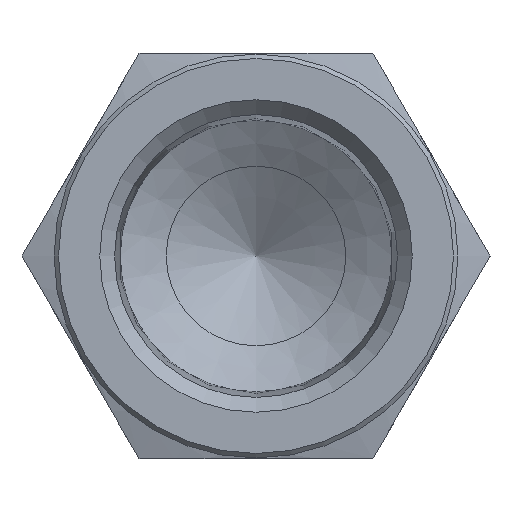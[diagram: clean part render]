
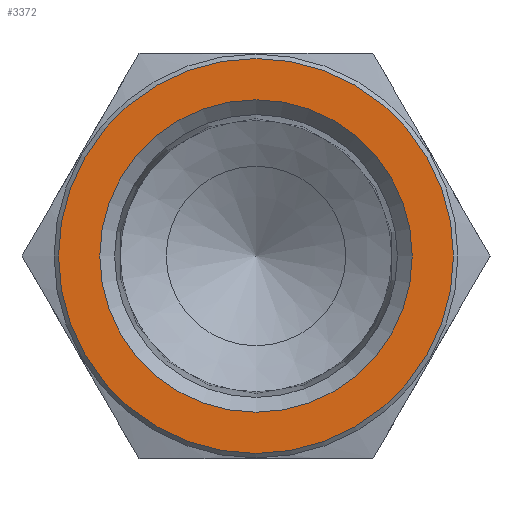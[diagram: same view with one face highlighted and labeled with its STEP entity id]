
A CAD part, left-side view. The second image highlights one B-rep face of the part: STEP entity #3372.
In plain terms, the highlighted planar face has unit normal (-1, 0, 0).
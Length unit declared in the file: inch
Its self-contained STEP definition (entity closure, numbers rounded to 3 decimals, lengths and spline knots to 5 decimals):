
#3289=CARTESIAN_POINT('',(0.0,0.,0.53));
#3290=VERTEX_POINT('',#3289);
#3291=CARTESIAN_POINT('',(0.0,0.,0.0));
#3292=DIRECTION('',(1.0,0.0,0.0));
#3293=DIRECTION('',(0.0,0.0,-1.0));
#3294=AXIS2_PLACEMENT_3D('',#3291,#3292,#3293);
#3295=CIRCLE('',#3294,0.53);
#3296=EDGE_CURVE('',#3290,#3290,#3295,.T.);
#3329=CARTESIAN_POINT('',(0.0,-0.67,0.));
#3330=VERTEX_POINT('',#3329);
#3331=CARTESIAN_POINT('',(0.0,0.0,0.0));
#3332=DIRECTION('',(1.0,0.0,0.0));
#3333=DIRECTION('',(0.0,1.0,0.0));
#3334=AXIS2_PLACEMENT_3D('',#3331,#3332,#3333);
#3335=CIRCLE('',#3334,0.67);
#3336=EDGE_CURVE('',#3330,#3330,#3335,.T.);
#3361=CARTESIAN_POINT('',(0.0,0.,0.));
#3362=DIRECTION('',(1.0,0.0,0.0));
#3363=DIRECTION('',(0.0,0.0,-1.0));
#3364=AXIS2_PLACEMENT_3D('',#3361,#3362,#3363);
#3365=PLANE('',#3364);
#3366=ORIENTED_EDGE('',*,*,#3336,.F.);
#3367=EDGE_LOOP('',(#3366));
#3368=FACE_OUTER_BOUND('',#3367,.T.);
#3369=ORIENTED_EDGE('',*,*,#3296,.T.);
#3370=EDGE_LOOP('',(#3369));
#3371=FACE_BOUND('',#3370,.T.);
#3372=ADVANCED_FACE('',(#3368,#3371),#3365,.F.);
